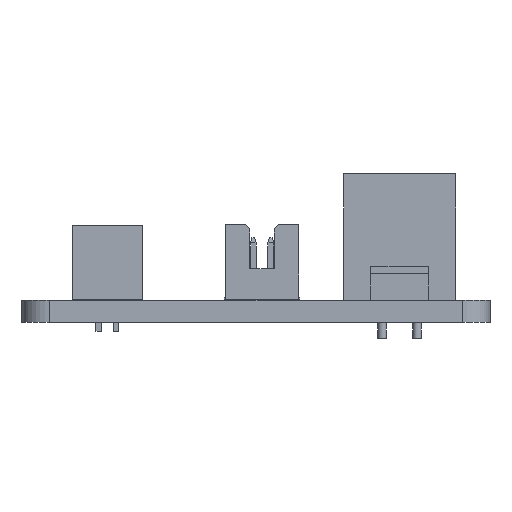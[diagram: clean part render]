
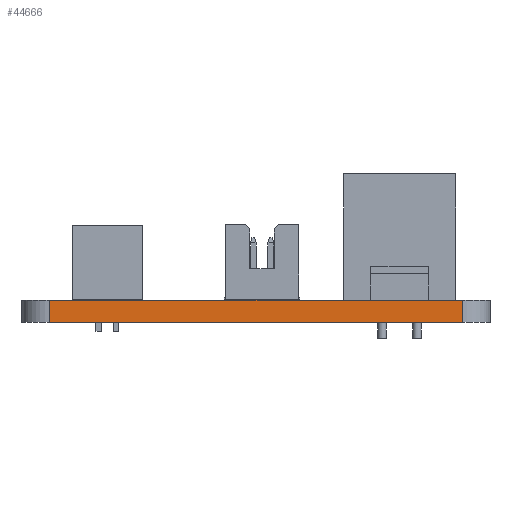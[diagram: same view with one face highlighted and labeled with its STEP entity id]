
A CAD part, left-side view. The second image highlights one B-rep face of the part: STEP entity #44666.
In plain terms, the highlighted planar face has unit normal (-1, 0, 0).
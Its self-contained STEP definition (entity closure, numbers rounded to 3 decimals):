
#41708 = PLANE('',#41709);
#41709 = AXIS2_PLACEMENT_3D('',#41710,#41711,#41712);
#41710 = CARTESIAN_POINT('',(149.,-85.,1.6));
#41711 = DIRECTION('',(-0.,-0.,-1.));
#41712 = DIRECTION('',(-1.,0.,0.));
#41762 = PLANE('',#41763);
#41763 = AXIS2_PLACEMENT_3D('',#41764,#41765,#41766);
#41764 = CARTESIAN_POINT('',(149.,-85.,0.));
#41765 = DIRECTION('',(-0.,-0.,-1.));
#41766 = DIRECTION('',(-1.,0.,0.));
#41975 = VERTEX_POINT('',#41976);
#41976 = CARTESIAN_POINT('',(127.5,-100.,0.));
#41995 = CYLINDRICAL_SURFACE('',#41996,2.);
#41996 = AXIS2_PLACEMENT_3D('',#41997,#41998,#41999);
#41997 = CARTESIAN_POINT('',(129.5,-100.,0.));
#41998 = DIRECTION('',(-0.,-0.,-1.));
#41999 = DIRECTION('',(1.,0.,-0.));
#42007 = EDGE_CURVE('',#41975,#42008,#42010,.T.);
#42008 = VERTEX_POINT('',#42009);
#42009 = CARTESIAN_POINT('',(127.5,-70.,0.));
#42010 = SURFACE_CURVE('',#42011,(#42015,#42022),.PCURVE_S1.);
#42011 = LINE('',#42012,#42013);
#42012 = CARTESIAN_POINT('',(127.5,-100.,0.));
#42013 = VECTOR('',#42014,1.);
#42014 = DIRECTION('',(0.,1.,0.));
#42015 = PCURVE('',#41762,#42016);
#42016 = DEFINITIONAL_REPRESENTATION('',(#42017),#42021);
#42017 = LINE('',#42018,#42019);
#42018 = CARTESIAN_POINT('',(21.5,-15.));
#42019 = VECTOR('',#42020,1.);
#42020 = DIRECTION('',(0.,1.));
#42021 = ( GEOMETRIC_REPRESENTATION_CONTEXT(2) 
PARAMETRIC_REPRESENTATION_CONTEXT() REPRESENTATION_CONTEXT('2D SPACE',''
  ) );
#42022 = PCURVE('',#42023,#42028);
#42023 = PLANE('',#42024);
#42024 = AXIS2_PLACEMENT_3D('',#42025,#42026,#42027);
#42025 = CARTESIAN_POINT('',(127.5,-100.,0.));
#42026 = DIRECTION('',(-1.,0.,0.));
#42027 = DIRECTION('',(0.,1.,0.));
#42028 = DEFINITIONAL_REPRESENTATION('',(#42029),#42033);
#42029 = LINE('',#42030,#42031);
#42030 = CARTESIAN_POINT('',(0.,0.));
#42031 = VECTOR('',#42032,1.);
#42032 = DIRECTION('',(1.,0.));
#42033 = ( GEOMETRIC_REPRESENTATION_CONTEXT(2) 
PARAMETRIC_REPRESENTATION_CONTEXT() REPRESENTATION_CONTEXT('2D SPACE',''
  ) );
#42056 = CYLINDRICAL_SURFACE('',#42057,2.);
#42057 = AXIS2_PLACEMENT_3D('',#42058,#42059,#42060);
#42058 = CARTESIAN_POINT('',(129.5,-70.,0.));
#42059 = DIRECTION('',(-0.,-0.,-1.));
#42060 = DIRECTION('',(1.,0.,-0.));
#43379 = VERTEX_POINT('',#43380);
#43380 = CARTESIAN_POINT('',(127.5,-100.,1.6));
#43406 = EDGE_CURVE('',#43379,#43407,#43409,.T.);
#43407 = VERTEX_POINT('',#43408);
#43408 = CARTESIAN_POINT('',(127.5,-70.,1.6));
#43409 = SURFACE_CURVE('',#43410,(#43414,#43421),.PCURVE_S1.);
#43410 = LINE('',#43411,#43412);
#43411 = CARTESIAN_POINT('',(127.5,-100.,1.6));
#43412 = VECTOR('',#43413,1.);
#43413 = DIRECTION('',(0.,1.,0.));
#43414 = PCURVE('',#41708,#43415);
#43415 = DEFINITIONAL_REPRESENTATION('',(#43416),#43420);
#43416 = LINE('',#43417,#43418);
#43417 = CARTESIAN_POINT('',(21.5,-15.));
#43418 = VECTOR('',#43419,1.);
#43419 = DIRECTION('',(0.,1.));
#43420 = ( GEOMETRIC_REPRESENTATION_CONTEXT(2) 
PARAMETRIC_REPRESENTATION_CONTEXT() REPRESENTATION_CONTEXT('2D SPACE',''
  ) );
#43421 = PCURVE('',#42023,#43422);
#43422 = DEFINITIONAL_REPRESENTATION('',(#43423),#43427);
#43423 = LINE('',#43424,#43425);
#43424 = CARTESIAN_POINT('',(0.,-1.6));
#43425 = VECTOR('',#43426,1.);
#43426 = DIRECTION('',(1.,0.));
#43427 = ( GEOMETRIC_REPRESENTATION_CONTEXT(2) 
PARAMETRIC_REPRESENTATION_CONTEXT() REPRESENTATION_CONTEXT('2D SPACE',''
  ) );
#44618 = EDGE_CURVE('',#42008,#43407,#44619,.T.);
#44619 = SURFACE_CURVE('',#44620,(#44624,#44631),.PCURVE_S1.);
#44620 = LINE('',#44621,#44622);
#44621 = CARTESIAN_POINT('',(127.5,-70.,0.));
#44622 = VECTOR('',#44623,1.);
#44623 = DIRECTION('',(0.,0.,1.));
#44624 = PCURVE('',#42056,#44625);
#44625 = DEFINITIONAL_REPRESENTATION('',(#44626),#44630);
#44626 = LINE('',#44627,#44628);
#44627 = CARTESIAN_POINT('',(-3.142,0.));
#44628 = VECTOR('',#44629,1.);
#44629 = DIRECTION('',(-0.,-1.));
#44630 = ( GEOMETRIC_REPRESENTATION_CONTEXT(2) 
PARAMETRIC_REPRESENTATION_CONTEXT() REPRESENTATION_CONTEXT('2D SPACE',''
  ) );
#44631 = PCURVE('',#42023,#44632);
#44632 = DEFINITIONAL_REPRESENTATION('',(#44633),#44637);
#44633 = LINE('',#44634,#44635);
#44634 = CARTESIAN_POINT('',(30.,0.));
#44635 = VECTOR('',#44636,1.);
#44636 = DIRECTION('',(0.,-1.));
#44637 = ( GEOMETRIC_REPRESENTATION_CONTEXT(2) 
PARAMETRIC_REPRESENTATION_CONTEXT() REPRESENTATION_CONTEXT('2D SPACE',''
  ) );
#44643 = EDGE_CURVE('',#41975,#43379,#44644,.T.);
#44644 = SURFACE_CURVE('',#44645,(#44649,#44656),.PCURVE_S1.);
#44645 = LINE('',#44646,#44647);
#44646 = CARTESIAN_POINT('',(127.5,-100.,0.));
#44647 = VECTOR('',#44648,1.);
#44648 = DIRECTION('',(0.,0.,1.));
#44649 = PCURVE('',#41995,#44650);
#44650 = DEFINITIONAL_REPRESENTATION('',(#44651),#44655);
#44651 = LINE('',#44652,#44653);
#44652 = CARTESIAN_POINT('',(-3.142,0.));
#44653 = VECTOR('',#44654,1.);
#44654 = DIRECTION('',(-0.,-1.));
#44655 = ( GEOMETRIC_REPRESENTATION_CONTEXT(2) 
PARAMETRIC_REPRESENTATION_CONTEXT() REPRESENTATION_CONTEXT('2D SPACE',''
  ) );
#44656 = PCURVE('',#42023,#44657);
#44657 = DEFINITIONAL_REPRESENTATION('',(#44658),#44662);
#44658 = LINE('',#44659,#44660);
#44659 = CARTESIAN_POINT('',(0.,0.));
#44660 = VECTOR('',#44661,1.);
#44661 = DIRECTION('',(0.,-1.));
#44662 = ( GEOMETRIC_REPRESENTATION_CONTEXT(2) 
PARAMETRIC_REPRESENTATION_CONTEXT() REPRESENTATION_CONTEXT('2D SPACE',''
  ) );
#44666 = ADVANCED_FACE('',(#44667),#42023,.T.);
#44667 = FACE_BOUND('',#44668,.T.);
#44668 = EDGE_LOOP('',(#44669,#44670,#44671,#44672));
#44669 = ORIENTED_EDGE('',*,*,#44643,.T.);
#44670 = ORIENTED_EDGE('',*,*,#43406,.T.);
#44671 = ORIENTED_EDGE('',*,*,#44618,.F.);
#44672 = ORIENTED_EDGE('',*,*,#42007,.F.);
